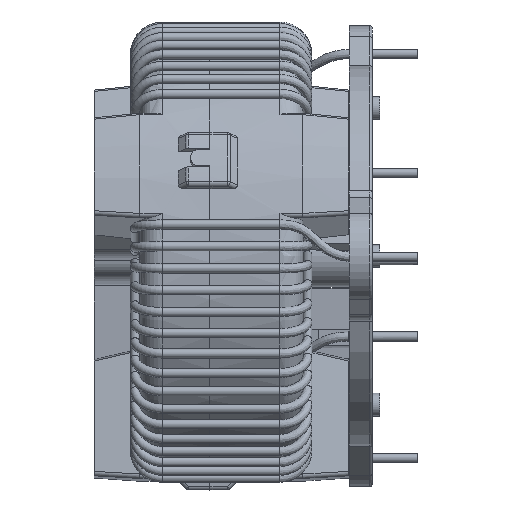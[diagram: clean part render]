
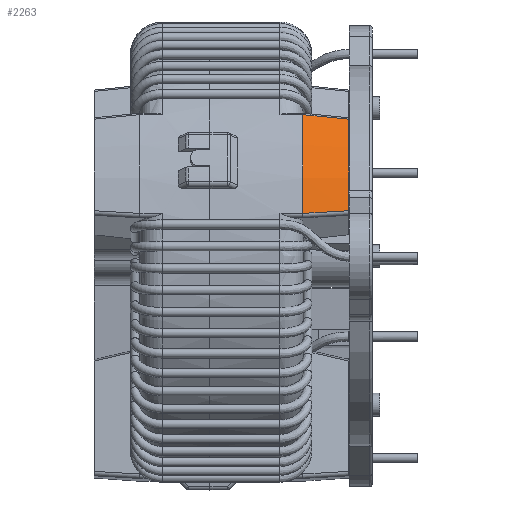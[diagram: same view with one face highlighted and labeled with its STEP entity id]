
A CAD part, left-side view. The second image highlights one B-rep face of the part: STEP entity #2263.
In plain terms, the highlighted conical face has half-angle 4 degrees and reference radius 29.34 mm.
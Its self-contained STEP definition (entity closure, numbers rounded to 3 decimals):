
#2263 = ADVANCED_FACE( '', ( #5065 ), #5066, .T. );
#5065 = FACE_OUTER_BOUND( '', #15064, .T. );
#5066 = CONICAL_SURFACE( '', #15065, 29.34, 0.07 );
#15064 = EDGE_LOOP( '', ( #24396, #24397, #24398, #24399 ) );
#15065 = AXIS2_PLACEMENT_3D( '', #24400, #24401, #24402 );
#24396 = ORIENTED_EDGE( '', *, *, #29887, .T. );
#24397 = ORIENTED_EDGE( '', *, *, #29539, .F. );
#24398 = ORIENTED_EDGE( '', *, *, #31180, .F. );
#24399 = ORIENTED_EDGE( '', *, *, #31181, .F. );
#24400 = CARTESIAN_POINT( '', ( 0., -3., 0. ) );
#24401 = DIRECTION( '', ( 0., 1., 0. ) );
#24402 = DIRECTION( '', ( 1., 0., 0. ) );
#29539 = EDGE_CURVE( '', #32356, #33726, #33727, .T. );
#29887 = EDGE_CURVE( '', #34292, #33726, #34293, .T. );
#31180 = EDGE_CURVE( '', #33002, #32356, #36233, .T. );
#31181 = EDGE_CURVE( '', #34292, #33002, #36234, .T. );
#32356 = VERTEX_POINT( '', #37689 );
#33002 = VERTEX_POINT( '', #38664 );
#33726 = VERTEX_POINT( '', #39889 );
#33727 = B_SPLINE_CURVE_WITH_KNOTS( '', 3, ( #39890, #39891, #39892, #39893, #39894, #39895, #39896 ), .UNSPECIFIED., .F., .F., ( 4, 1, 1, 1, 4 ), ( 0., 0.246, 0.5, 0.75, 1. ), .UNSPECIFIED. );
#34292 = VERTEX_POINT( '', #40736 );
#34293 = CIRCLE( '', #40737, 29.13 );
#36233 = CIRCLE( '', #43751, 29.55 );
#36234 = B_SPLINE_CURVE_WITH_KNOTS( '', 3, ( #43752, #43753, #43754, #43755, #43756, #43757, #43758 ), .UNSPECIFIED., .F., .F., ( 4, 1, 1, 1, 4 ), ( 0., 0.25, 0.5, 0.754, 1. ), .UNSPECIFIED. );
#37689 = CARTESIAN_POINT( '', ( -8.138, 0., 28.407 ) );
#38664 = CARTESIAN_POINT( '', ( -20.533, 0., 21.251 ) );
#39889 = CARTESIAN_POINT( '', ( -8.438, -6., 27.882 ) );
#39890 = CARTESIAN_POINT( '', ( -8.138, 0., 28.408 ) );
#39891 = CARTESIAN_POINT( '', ( -8.163, -0.491, 28.364 ) );
#39892 = CARTESIAN_POINT( '', ( -8.214, -1.49, 28.277 ) );
#39893 = CARTESIAN_POINT( '', ( -8.287, -2.99, 28.146 ) );
#39894 = CARTESIAN_POINT( '', ( -8.362, -4.499, 28.014 ) );
#39895 = CARTESIAN_POINT( '', ( -8.413, -5.5, 27.926 ) );
#39896 = CARTESIAN_POINT( '', ( -8.438, -6., 27.882 ) );
#40736 = CARTESIAN_POINT( '', ( -19.927, -6., 21.249 ) );
#40737 = AXIS2_PLACEMENT_3D( '', #47230, #47231, #47232 );
#43751 = AXIS2_PLACEMENT_3D( '', #48878, #48879, #48880 );
#43752 = CARTESIAN_POINT( '', ( -19.927, -6., 21.249 ) );
#43753 = CARTESIAN_POINT( '', ( -19.978, -5.5, 21.248 ) );
#43754 = CARTESIAN_POINT( '', ( -20.08, -4.499, 21.248 ) );
#43755 = CARTESIAN_POINT( '', ( -20.231, -2.99, 21.25 ) );
#43756 = CARTESIAN_POINT( '', ( -20.381, -1.49, 21.252 ) );
#43757 = CARTESIAN_POINT( '', ( -20.483, -0.491, 21.251 ) );
#43758 = CARTESIAN_POINT( '', ( -20.533, 0., 21.251 ) );
#47230 = CARTESIAN_POINT( '', ( 0., -6., 0. ) );
#47231 = DIRECTION( '', ( 0., 1., 0. ) );
#47232 = DIRECTION( '', ( -0.684, 0., 0.729 ) );
#48878 = CARTESIAN_POINT( '', ( 0., 0., 0. ) );
#48879 = DIRECTION( '', ( 0., 1., 0. ) );
#48880 = DIRECTION( '', ( -0.695, 0., 0.719 ) );
